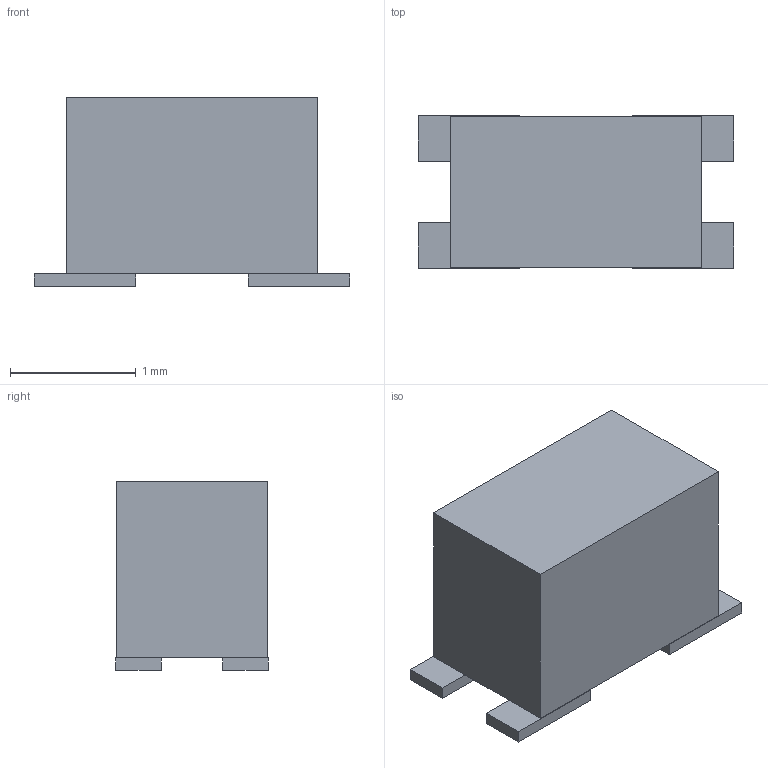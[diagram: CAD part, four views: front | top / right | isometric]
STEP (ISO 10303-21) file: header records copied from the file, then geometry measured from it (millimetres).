
FILE_DESCRIPTION(('FreeCAD Model'),'2;1');
FILE_NAME('11986592.1.2.stp','2022-05-06T06:25:30',( 'Author'),(''),'Open CASCADE STEP processor 6.9','FreeCAD','Unknown' );
FILE_SCHEMA(('AUTOMOTIVE_DESIGN { 1 0 10303 214 1 1 1 1 }'));
Length unit declared in the file: millimetre
Products named in the file (3): ASSEMBLY; Body; Pins
Assembly tree (2 placements, depth 2):
  ASSEMBLY
    Body
    Pins
Bounding box: 2.51 x 1.21 x 1.5 mm (x, y, z)
Volume: 3.5 mm3; surface area: 17 mm2
Topology: 5 solids, 5 shells, 30 faces, 60 edges, 40 vertices
Faces by surface type: plane 30
Entity records: 1631 total; most frequent: CARTESIAN_POINT 253, DIRECTION 246, LINE 180, VECTOR 180, ORIENTED_EDGE 120, PCURVE 120, DEFINITIONAL_REPRESENTATION 120, EDGE_CURVE 60
